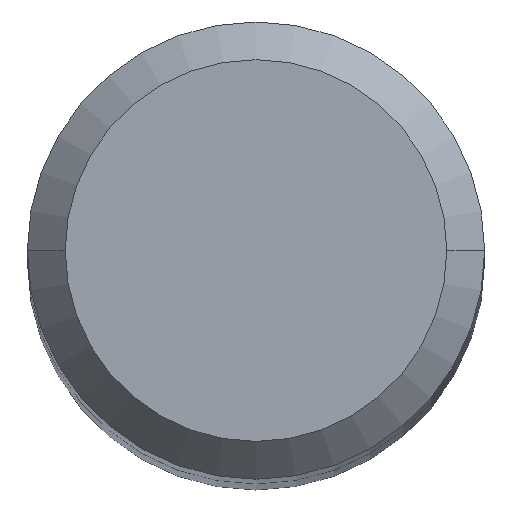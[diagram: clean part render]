
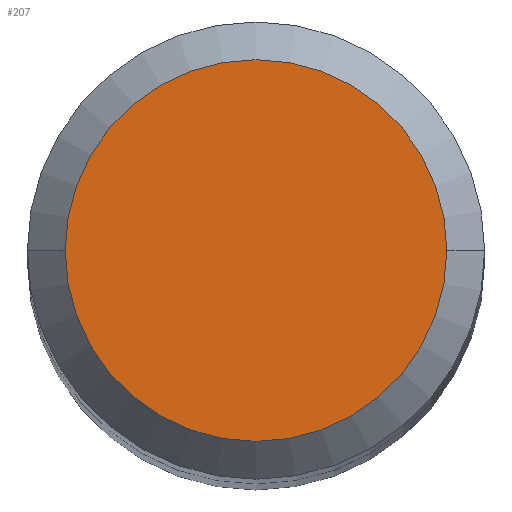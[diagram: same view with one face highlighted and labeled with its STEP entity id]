
A CAD part, top view. The second image highlights one B-rep face of the part: STEP entity #207.
In plain terms, the highlighted planar face has unit normal (0, 0, 1).
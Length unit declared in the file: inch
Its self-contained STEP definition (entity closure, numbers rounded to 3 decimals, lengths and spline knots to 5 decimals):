
#54 = PLANE ( 'NONE',  #269 ) ;
#59 = CARTESIAN_POINT ( 'NONE',  ( -0.15775, 0., 0. ) ) ;
#76 = CIRCLE ( 'NONE', #119, 0.15775 ) ;
#109 = DIRECTION ( 'NONE',  ( 0., 0., 1. ) ) ;
#110 = VERTEX_POINT ( 'NONE', #59 ) ;
#111 = DIRECTION ( 'NONE',  ( 0., 0., -1. ) ) ;
#112 = DIRECTION ( 'NONE',  ( 1., 0., 0. ) ) ;
#119 = AXIS2_PLACEMENT_3D ( 'NONE', #206, #109, #112 ) ;
#125 = CARTESIAN_POINT ( 'NONE',  ( 0.15775, 0., 0. ) ) ;
#128 = EDGE_LOOP ( 'NONE', ( #282, #196 ) ) ;
#132 = FACE_OUTER_BOUND ( 'NONE', #128, .T. ) ;
#171 = EDGE_CURVE ( 'NONE', #289, #110, #76, .T. ) ;
#187 = DIRECTION ( 'NONE',  ( 1., 0., 0. ) ) ;
#196 = ORIENTED_EDGE ( 'NONE', *, *, #171, .T. ) ;
#206 = CARTESIAN_POINT ( 'NONE',  ( 0., 0., 0. ) ) ;
#207 = ADVANCED_FACE ( 'NONE', ( #132 ), #54, .F. ) ;
#209 = CIRCLE ( 'NONE', #350, 0.15775 ) ;
#232 = DIRECTION ( 'NONE',  ( -1., 0., 0. ) ) ;
#240 = DIRECTION ( 'NONE',  ( 0., 0., 1. ) ) ;
#269 = AXIS2_PLACEMENT_3D ( 'NONE', #375, #111, #232 ) ;
#279 = EDGE_CURVE ( 'NONE', #110, #289, #209, .T. ) ;
#282 = ORIENTED_EDGE ( 'NONE', *, *, #279, .T. ) ;
#289 = VERTEX_POINT ( 'NONE', #125 ) ;
#350 = AXIS2_PLACEMENT_3D ( 'NONE', #385, #240, #187 ) ;
#375 = CARTESIAN_POINT ( 'NONE',  ( 0., 0., 0. ) ) ;
#385 = CARTESIAN_POINT ( 'NONE',  ( 0., 0., 0. ) ) ;
